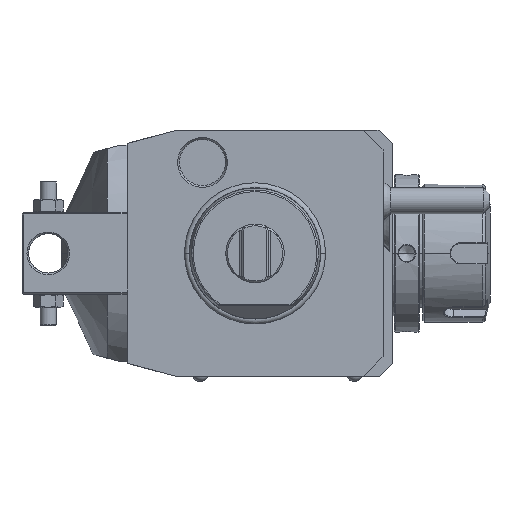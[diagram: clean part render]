
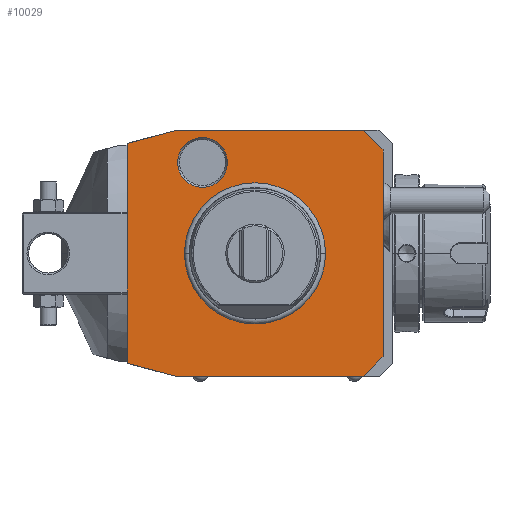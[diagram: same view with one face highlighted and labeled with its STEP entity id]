
A CAD part, front view. The second image highlights one B-rep face of the part: STEP entity #10029.
In plain terms, the highlighted planar face has unit normal (0, -1, 0).
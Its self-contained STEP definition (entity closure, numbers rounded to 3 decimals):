
#1=DIRECTION('',(0.966,0.,-0.259));
#2=VECTOR('',#1,15.529);
#3=CARTESIAN_POINT('',(-39.,0.,-33.481));
#4=LINE('',#3,#2);
#5=DIRECTION('',(0.,0.,-1.));
#6=VECTOR('',#5,66.962);
#7=CARTESIAN_POINT('',(-39.,0.,33.481));
#8=LINE('',#7,#6);
#9=DIRECTION('',(-0.966,0.,-0.259));
#10=VECTOR('',#9,15.529);
#11=CARTESIAN_POINT('',(-24.,0.,37.5));
#12=LINE('',#11,#10);
#13=DIRECTION('',(-1.,0.,0.));
#14=VECTOR('',#13,57.);
#15=CARTESIAN_POINT('',(33.,0.,37.5));
#16=LINE('',#15,#14);
#17=DIRECTION('',(-0.707,0.,0.707));
#18=VECTOR('',#17,8.485);
#19=CARTESIAN_POINT('',(39.,0.,31.5));
#20=LINE('',#19,#18);
#21=DIRECTION('',(0.,0.,1.));
#22=VECTOR('',#21,63.);
#23=CARTESIAN_POINT('',(39.,0.,-31.5));
#24=LINE('',#23,#22);
#25=DIRECTION('',(0.707,0.,0.707));
#26=VECTOR('',#25,8.485);
#27=CARTESIAN_POINT('',(33.,0.,-37.5));
#28=LINE('',#27,#26);
#29=DIRECTION('',(1.,0.,0.));
#30=VECTOR('',#29,57.);
#31=CARTESIAN_POINT('',(-24.,0.,-37.5));
#32=LINE('',#31,#30);
#33=CARTESIAN_POINT('',(-16.,0.,27.713));
#34=DIRECTION('',(0.,1.,0.));
#35=DIRECTION('',(-1.,0.,0.));
#36=AXIS2_PLACEMENT_3D('',#33,#34,#35);
#38=CARTESIAN_POINT('',(-16.,0.,27.713));
#39=DIRECTION('',(0.,1.,0.));
#40=DIRECTION('',(1.,0.,0.));
#41=AXIS2_PLACEMENT_3D('',#38,#39,#40);
#7447=CARTESIAN_POINT('',(0.,0.,0.));
#7448=DIRECTION('',(0.,-1.,0.));
#7449=DIRECTION('',(1.,0.,0.));
#7450=AXIS2_PLACEMENT_3D('',#7447,#7448,#7449);
#7452=CARTESIAN_POINT('',(0.,0.,0.));
#7453=DIRECTION('',(0.,-1.,0.));
#7454=DIRECTION('',(-1.,0.,0.));
#7455=AXIS2_PLACEMENT_3D('',#7452,#7453,#7454);
#9028=CARTESIAN_POINT('',(-23.577,0.,
27.713));
#9029=CARTESIAN_POINT('',(-8.423,0.,
27.713));
#9030=VERTEX_POINT('',#9028);
#9031=VERTEX_POINT('',#9029);
#9838=CARTESIAN_POINT('',(-39.,0.,-33.481));
#9839=CARTESIAN_POINT('',(-24.,0.,-37.5));
#9840=VERTEX_POINT('',#9838);
#9841=VERTEX_POINT('',#9839);
#9842=CARTESIAN_POINT('',(33.,0.,-37.5));
#9843=VERTEX_POINT('',#9842);
#9844=CARTESIAN_POINT('',(39.,0.,-31.5));
#9845=VERTEX_POINT('',#9844);
#9846=CARTESIAN_POINT('',(39.,0.,31.5));
#9847=VERTEX_POINT('',#9846);
#9848=CARTESIAN_POINT('',(33.,0.,37.5));
#9849=VERTEX_POINT('',#9848);
#9850=CARTESIAN_POINT('',(-24.,0.,37.5));
#9851=VERTEX_POINT('',#9850);
#9852=CARTESIAN_POINT('',(-39.,0.,33.481));
#9853=VERTEX_POINT('',#9852);
#9886=CARTESIAN_POINT('',(21.137,0.,0.));
#9887=CARTESIAN_POINT('',(-21.137,0.,0.));
#9888=VERTEX_POINT('',#9886);
#9889=VERTEX_POINT('',#9887);
#9994=CARTESIAN_POINT('',(0.,0.,0.));
#9995=DIRECTION('',(0.,-1.,0.));
#9996=DIRECTION('',(-1.,0.,0.));
#9997=AXIS2_PLACEMENT_3D('',#9994,#9995,#9996);
#9998=PLANE('',#9997);
#10000=ORIENTED_EDGE('',*,*,#9999,.F.);
#10002=ORIENTED_EDGE('',*,*,#10001,.F.);
#10004=ORIENTED_EDGE('',*,*,#10003,.F.);
#10006=ORIENTED_EDGE('',*,*,#10005,.F.);
#10008=ORIENTED_EDGE('',*,*,#10007,.F.);
#10010=ORIENTED_EDGE('',*,*,#10009,.F.);
#10012=ORIENTED_EDGE('',*,*,#10011,.F.);
#10014=ORIENTED_EDGE('',*,*,#10013,.F.);
#10015=EDGE_LOOP('',(#10000,#10002,#10004,#10006,#10008,#10010,#10012,#10014));
#10016=FACE_OUTER_BOUND('',#10015,.F.);
#10018=ORIENTED_EDGE('',*,*,#10017,.T.);
#10020=ORIENTED_EDGE('',*,*,#10019,.T.);
#10021=EDGE_LOOP('',(#10018,#10020));
#10022=FACE_BOUND('',#10021,.F.);
#10024=ORIENTED_EDGE('',*,*,#10023,.F.);
#10026=ORIENTED_EDGE('',*,*,#10025,.F.);
#10027=EDGE_LOOP('',(#10024,#10026));
#10028=FACE_BOUND('',#10027,.F.);
#37=CIRCLE('',#36,7.577);
#42=CIRCLE('',#41,7.577);
#7451=CIRCLE('',#7450,21.137);
#7456=CIRCLE('',#7455,21.137);
#9999=EDGE_CURVE('',#9840,#9841,#4,.T.);
#10001=EDGE_CURVE('',#9853,#9840,#8,.T.);
#10003=EDGE_CURVE('',#9851,#9853,#12,.T.);
#10005=EDGE_CURVE('',#9849,#9851,#16,.T.);
#10007=EDGE_CURVE('',#9847,#9849,#20,.T.);
#10009=EDGE_CURVE('',#9845,#9847,#24,.T.);
#10011=EDGE_CURVE('',#9843,#9845,#28,.T.);
#10013=EDGE_CURVE('',#9841,#9843,#32,.T.);
#10017=EDGE_CURVE('',#9888,#9889,#7451,.T.);
#10019=EDGE_CURVE('',#9889,#9888,#7456,.T.);
#10023=EDGE_CURVE('',#9030,#9031,#37,.T.);
#10025=EDGE_CURVE('',#9031,#9030,#42,.T.);
#10029=ADVANCED_FACE('',(#10016,#10022,#10028),#9998,.T.);
